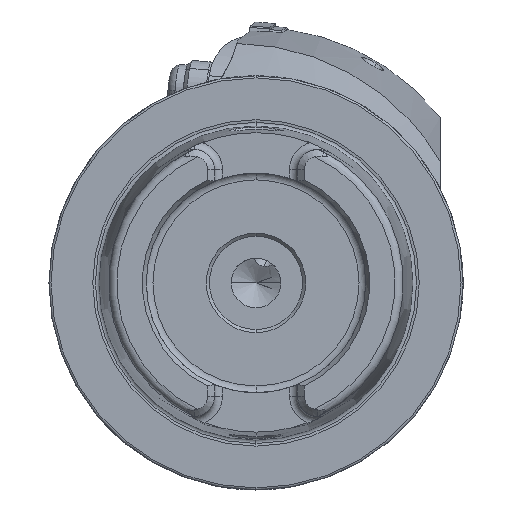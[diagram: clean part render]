
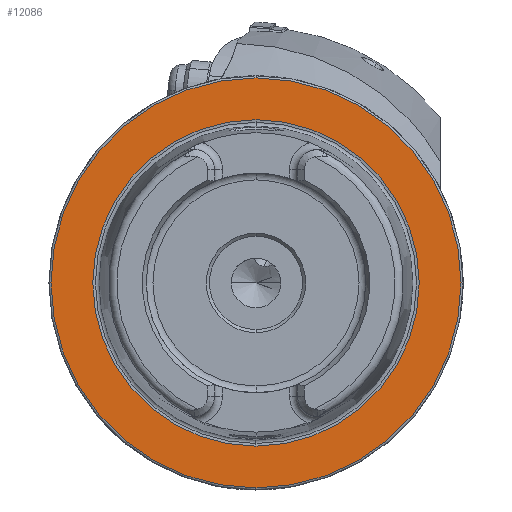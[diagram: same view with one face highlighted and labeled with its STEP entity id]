
A CAD part, left-side view. The second image highlights one B-rep face of the part: STEP entity #12086.
In plain terms, the highlighted planar face has unit normal (-1, 0, 0).
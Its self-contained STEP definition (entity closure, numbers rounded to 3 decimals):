
#3 = EDGE_LOOP ( 'NONE', ( #3607, #6704 ) ) ;
#1151 = VERTEX_POINT ( 'NONE', #13748 ) ;
#1190 = VERTEX_POINT ( 'NONE', #2102 ) ;
#1265 = CIRCLE ( 'NONE', #10712, 49.5 ) ;
#1973 = DIRECTION ( 'NONE',  ( -1., 0., 0. ) ) ;
#2102 = CARTESIAN_POINT ( 'NONE',  ( 0., 0., 49.5 ) ) ;
#2157 = DIRECTION ( 'NONE',  ( 0., 0., 1. ) ) ;
#2403 = EDGE_LOOP ( 'NONE', ( #13593, #17016 ) ) ;
#2499 = AXIS2_PLACEMENT_3D ( 'NONE', #5458, #9748, #5829 ) ;
#3607 = ORIENTED_EDGE ( 'NONE', *, *, #12515, .F. ) ;
#4101 = AXIS2_PLACEMENT_3D ( 'NONE', #14977, #16389, #7793 ) ;
#5172 = FACE_OUTER_BOUND ( 'NONE', #2403, .T. ) ;
#5458 = CARTESIAN_POINT ( 'NONE',  ( 0., 0., 0. ) ) ;
#5644 = EDGE_CURVE ( 'NONE', #1190, #8125, #6932, .T. ) ;
#5701 = CARTESIAN_POINT ( 'NONE',  ( 0., 0., 39.405 ) ) ;
#5829 = DIRECTION ( 'NONE',  ( 0., 0., 1. ) ) ;
#6312 = CIRCLE ( 'NONE', #6558, 39.405 ) ;
#6558 = AXIS2_PLACEMENT_3D ( 'NONE', #18200, #1973, #2157 ) ;
#6704 = ORIENTED_EDGE ( 'NONE', *, *, #6871, .F. ) ;
#6745 = CARTESIAN_POINT ( 'NONE',  ( 0., 0., -49.5 ) ) ;
#6871 = EDGE_CURVE ( 'NONE', #1151, #17220, #6312, .T. ) ;
#6932 = CIRCLE ( 'NONE', #2499, 49.5 ) ;
#7119 = DIRECTION ( 'NONE',  ( -1., 0., 0. ) ) ;
#7793 = DIRECTION ( 'NONE',  ( 0., 0., -1. ) ) ;
#8125 = VERTEX_POINT ( 'NONE', #6745 ) ;
#8126 = CARTESIAN_POINT ( 'NONE',  ( 0., 0., 0. ) ) ;
#8283 = CIRCLE ( 'NONE', #16059, 39.405 ) ;
#8981 = FACE_BOUND ( 'NONE', #3, .T. ) ;
#9578 = DIRECTION ( 'NONE',  ( 0., 0., 1. ) ) ;
#9748 = DIRECTION ( 'NONE',  ( -1., 0., 0. ) ) ;
#10712 = AXIS2_PLACEMENT_3D ( 'NONE', #8126, #18171, #9578 ) ;
#12086 = ADVANCED_FACE ( 'NONE', ( #8981, #5172 ), #13524, .F. ) ;
#12515 = EDGE_CURVE ( 'NONE', #17220, #1151, #8283, .T. ) ;
#13524 = PLANE ( 'NONE',  #4101 ) ;
#13593 = ORIENTED_EDGE ( 'NONE', *, *, #5644, .T. ) ;
#13748 = CARTESIAN_POINT ( 'NONE',  ( 0., 0., -39.405 ) ) ;
#14977 = CARTESIAN_POINT ( 'NONE',  ( 0., 49.5, 0. ) ) ;
#15391 = EDGE_CURVE ( 'NONE', #8125, #1190, #1265, .T. ) ;
#15724 = CARTESIAN_POINT ( 'NONE',  ( 0., 0., 0. ) ) ;
#16059 = AXIS2_PLACEMENT_3D ( 'NONE', #15724, #7119, #17141 ) ;
#16389 = DIRECTION ( 'NONE',  ( 1., 0., 0. ) ) ;
#17016 = ORIENTED_EDGE ( 'NONE', *, *, #15391, .T. ) ;
#17141 = DIRECTION ( 'NONE',  ( 0., 0., 1. ) ) ;
#17220 = VERTEX_POINT ( 'NONE', #5701 ) ;
#18171 = DIRECTION ( 'NONE',  ( -1., 0., 0. ) ) ;
#18200 = CARTESIAN_POINT ( 'NONE',  ( 0., 0., 0. ) ) ;
